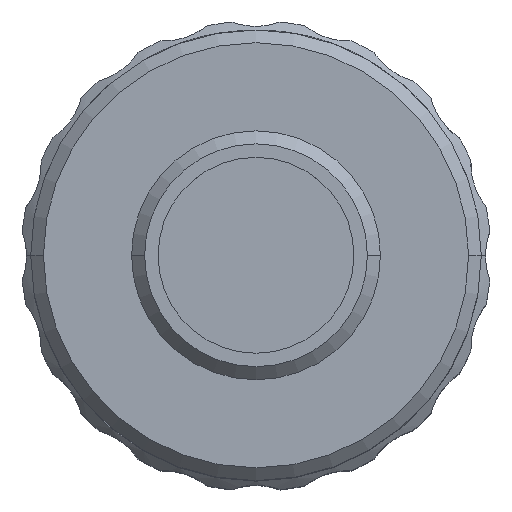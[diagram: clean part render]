
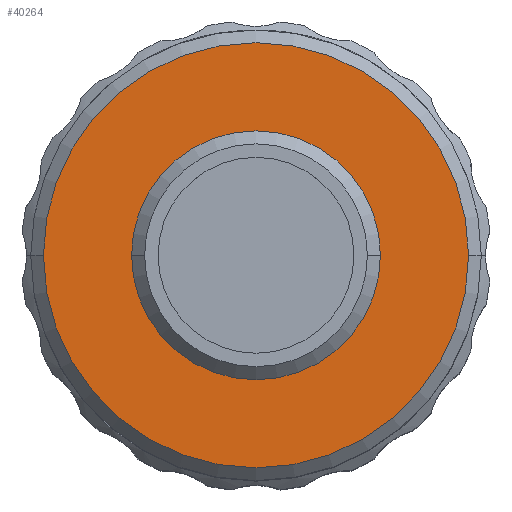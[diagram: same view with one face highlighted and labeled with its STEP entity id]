
A CAD part, top view. The second image highlights one B-rep face of the part: STEP entity #40264.
In plain terms, the highlighted planar face has unit normal (0, 0, 1).
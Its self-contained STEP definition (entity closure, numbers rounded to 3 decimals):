
#1141 = CIRCLE ( 'NONE', #30787, 9.529 ) ;
#1191 = CIRCLE ( 'NONE', #28503, 16.278 ) ;
#2877 = CARTESIAN_POINT ( 'NONE',  ( 0., 0., 63.059 ) ) ;
#3487 = DIRECTION ( 'NONE',  ( 1., 0., 0. ) ) ;
#3968 = FACE_OUTER_BOUND ( 'NONE', #19432, .T. ) ;
#4206 = CARTESIAN_POINT ( 'NONE',  ( 0., 0., 63.059 ) ) ;
#5527 = DIRECTION ( 'NONE',  ( 1., 0., 0. ) ) ;
#6261 = CARTESIAN_POINT ( 'NONE',  ( -9.529, 0., 63.059 ) ) ;
#8706 = EDGE_CURVE ( 'NONE', #25861, #43310, #1141, .T. ) ;
#8790 = ORIENTED_EDGE ( 'NONE', *, *, #25423, .T. ) ;
#10580 = DIRECTION ( 'NONE',  ( 0., 0., 1. ) ) ;
#11338 = AXIS2_PLACEMENT_3D ( 'NONE', #42483, #15617, #46412 ) ;
#11477 = ORIENTED_EDGE ( 'NONE', *, *, #46156, .T. ) ;
#11848 = EDGE_LOOP ( 'NONE', ( #48067, #43581 ) ) ;
#14728 = DIRECTION ( 'NONE',  ( 0., 0., 1. ) ) ;
#15593 = AXIS2_PLACEMENT_3D ( 'NONE', #42937, #17033, #5527 ) ;
#15617 = DIRECTION ( 'NONE',  ( 0., 0., 1. ) ) ;
#17033 = DIRECTION ( 'NONE',  ( 0., 0., 1. ) ) ;
#18049 = DIRECTION ( 'NONE',  ( 1., 0., 0. ) ) ;
#18951 = VERTEX_POINT ( 'NONE', #33370 ) ;
#19124 = DIRECTION ( 'NONE',  ( 1., 0., 0. ) ) ;
#19432 = EDGE_LOOP ( 'NONE', ( #8790, #11477 ) ) ;
#23445 = CARTESIAN_POINT ( 'NONE',  ( -16.278, 0., 63.059 ) ) ;
#24967 = CIRCLE ( 'NONE', #15593, 16.278 ) ;
#25357 = CIRCLE ( 'NONE', #11338, 9.529 ) ;
#25423 = EDGE_CURVE ( 'NONE', #30690, #18951, #1191, .T. ) ;
#25861 = VERTEX_POINT ( 'NONE', #6261 ) ;
#28503 = AXIS2_PLACEMENT_3D ( 'NONE', #2877, #43722, #18049 ) ;
#29206 = EDGE_CURVE ( 'NONE', #43310, #25861, #25357, .T. ) ;
#30690 = VERTEX_POINT ( 'NONE', #23445 ) ;
#30787 = AXIS2_PLACEMENT_3D ( 'NONE', #45242, #10580, #3487 ) ;
#31677 = CARTESIAN_POINT ( 'NONE',  ( 9.529, 0., 63.059 ) ) ;
#33370 = CARTESIAN_POINT ( 'NONE',  ( 16.278, 0., 63.059 ) ) ;
#34369 = AXIS2_PLACEMENT_3D ( 'NONE', #4206, #14728, #19124 ) ;
#37697 = FACE_BOUND ( 'NONE', #11848, .T. ) ;
#40264 = ADVANCED_FACE ( 'NONE', ( #37697, #3968 ), #41862, .T. ) ;
#41862 = PLANE ( 'NONE',  #34369 ) ;
#42483 = CARTESIAN_POINT ( 'NONE',  ( 0., 0., 63.059 ) ) ;
#42937 = CARTESIAN_POINT ( 'NONE',  ( 0., 0., 63.059 ) ) ;
#43310 = VERTEX_POINT ( 'NONE', #31677 ) ;
#43581 = ORIENTED_EDGE ( 'NONE', *, *, #29206, .F. ) ;
#43722 = DIRECTION ( 'NONE',  ( 0., 0., 1. ) ) ;
#45242 = CARTESIAN_POINT ( 'NONE',  ( 0., 0., 63.059 ) ) ;
#46156 = EDGE_CURVE ( 'NONE', #18951, #30690, #24967, .T. ) ;
#46412 = DIRECTION ( 'NONE',  ( 1., 0., 0. ) ) ;
#48067 = ORIENTED_EDGE ( 'NONE', *, *, #8706, .F. ) ;
